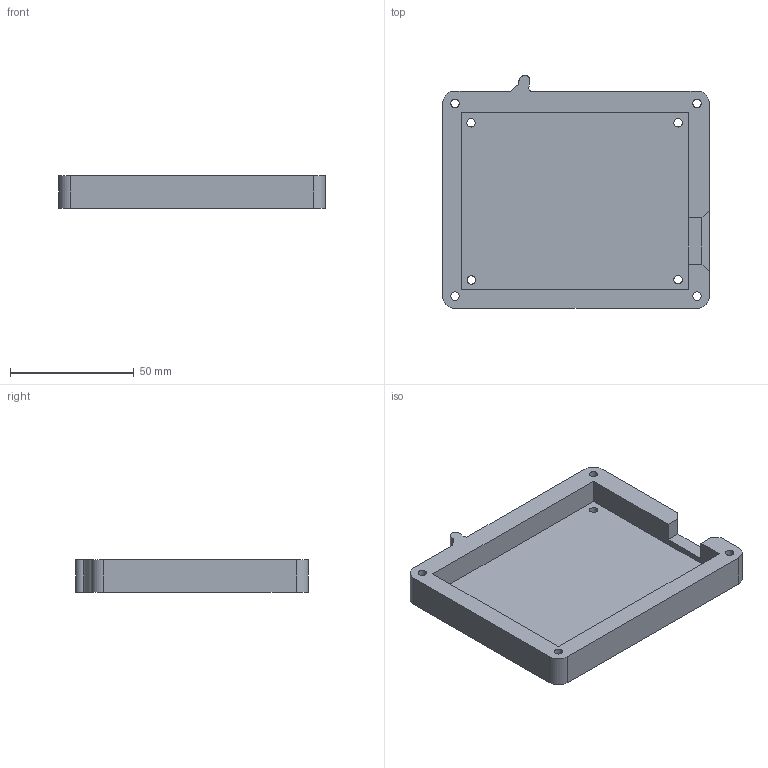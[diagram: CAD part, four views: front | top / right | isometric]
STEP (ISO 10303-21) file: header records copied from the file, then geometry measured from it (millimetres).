
FILE_DESCRIPTION(/* description */ (''),/* implementation_level */ '2;1');
FILE_NAME(/* name */ 'Hackpad Bottom.step',/* time_stamp */ '2025-02-16T07:51:37+11:00',/* author */ (''),/* organization */ (''),/* preprocessor_version */ 'ST-DEVELOPER v20',/* originating_system */ 'Autodesk Translation Framework v13.20.0.188',/* authorisation */ '');
FILE_SCHEMA (('AUTOMOTIVE_DESIGN { 1 0 10303 214 3 1 1 }'));
Length unit declared in the file: millimetre
Products named in the file (1): FusionComponent
Bounding box: 108 x 94.28 x 13 mm (x, y, z)
Volume: 55347.1 mm3; surface area: 27797 mm2
Topology: 1 solids, 1 shells, 40 faces, 100 edges, 66 vertices
Faces by surface type: plane 22, cylinder 16, bspline 2
Full cylindrical faces by diameter (mm): 3.4 x8, 4.7 x4
Entity records: 1479 total; most frequent: CARTESIAN_POINT 441, DIRECTION 206, ORIENTED_EDGE 200, EDGE_CURVE 100, AXIS2_PLACEMENT_3D 71, VERTEX_POINT 66, LINE 64, VECTOR 64
